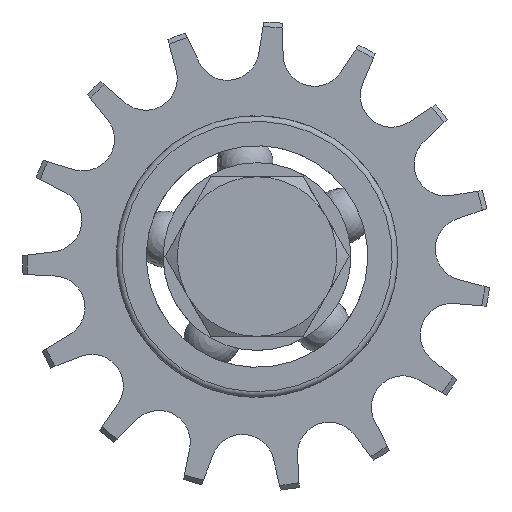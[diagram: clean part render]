
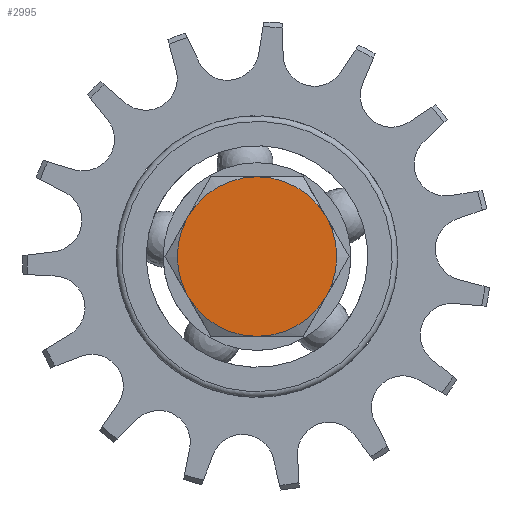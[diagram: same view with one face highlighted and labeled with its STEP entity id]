
A CAD part, left-side view. The second image highlights one B-rep face of the part: STEP entity #2995.
In plain terms, the highlighted planar face has unit normal (-1, 0, 0).
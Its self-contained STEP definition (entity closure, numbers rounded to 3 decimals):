
#561=PLANE('',#3317);
#712=FACE_OUTER_BOUND('',#907,.T.);
#907=EDGE_LOOP('',(#2693,#2694,#2695,#2696,#2697,#2698));
#1091=CIRCLE('',#3298,8.5);
#1092=CIRCLE('',#3300,8.5);
#1093=CIRCLE('',#3302,8.5);
#1094=CIRCLE('',#3304,8.5);
#1095=CIRCLE('',#3306,8.5);
#1096=CIRCLE('',#3308,8.5);
#1450=VERTEX_POINT('',#5578);
#1452=VERTEX_POINT('',#5583);
#1454=VERTEX_POINT('',#5590);
#1455=VERTEX_POINT('',#5599);
#1458=VERTEX_POINT('',#5610);
#1459=VERTEX_POINT('',#5619);
#1860=EDGE_CURVE('',#1452,#1450,#1091,.T.);
#1864=EDGE_CURVE('',#1454,#1452,#1092,.T.);
#1866=EDGE_CURVE('',#1450,#1455,#1093,.T.);
#1870=EDGE_CURVE('',#1458,#1454,#1094,.T.);
#1872=EDGE_CURVE('',#1455,#1459,#1095,.T.);
#1876=EDGE_CURVE('',#1459,#1458,#1096,.T.);
#2693=ORIENTED_EDGE('',*,*,#1860,.T.);
#2694=ORIENTED_EDGE('',*,*,#1866,.T.);
#2695=ORIENTED_EDGE('',*,*,#1872,.T.);
#2696=ORIENTED_EDGE('',*,*,#1876,.T.);
#2697=ORIENTED_EDGE('',*,*,#1870,.T.);
#2698=ORIENTED_EDGE('',*,*,#1864,.T.);
#2995=ADVANCED_FACE('',(#712),#561,.F.);
#3298=AXIS2_PLACEMENT_3D('',#5584,#4017,#4018);
#3300=AXIS2_PLACEMENT_3D('',#5597,#4021,#4022);
#3302=AXIS2_PLACEMENT_3D('',#5604,#4025,#4026);
#3304=AXIS2_PLACEMENT_3D('',#5617,#4029,#4030);
#3306=AXIS2_PLACEMENT_3D('',#5624,#4033,#4034);
#3308=AXIS2_PLACEMENT_3D('',#5636,#4037,#4038);
#3317=AXIS2_PLACEMENT_3D('',#5664,#4067,#4068);
#4017=DIRECTION('center_axis',(-1.,0.,0.));
#4018=DIRECTION('ref_axis',(0.,1.,0.));
#4021=DIRECTION('center_axis',(-1.,0.,0.));
#4022=DIRECTION('ref_axis',(0.,1.,0.));
#4025=DIRECTION('center_axis',(-1.,0.,0.));
#4026=DIRECTION('ref_axis',(0.,1.,0.));
#4029=DIRECTION('center_axis',(-1.,0.,0.));
#4030=DIRECTION('ref_axis',(0.,1.,0.));
#4033=DIRECTION('center_axis',(-1.,0.,0.));
#4034=DIRECTION('ref_axis',(0.,1.,0.));
#4037=DIRECTION('center_axis',(-1.,0.,0.));
#4038=DIRECTION('ref_axis',(0.,1.,0.));
#4067=DIRECTION('center_axis',(1.,0.,0.));
#4068=DIRECTION('ref_axis',(0.,0.,-1.));
#5578=CARTESIAN_POINT('',(-6.4,7.361,4.25));
#5583=CARTESIAN_POINT('',(-6.4,0.,8.5));
#5584=CARTESIAN_POINT('Origin',(-6.4,0.,0.));
#5590=CARTESIAN_POINT('',(-6.4,-7.361,4.25));
#5597=CARTESIAN_POINT('Origin',(-6.4,0.,0.));
#5599=CARTESIAN_POINT('',(-6.4,7.361,-4.25));
#5604=CARTESIAN_POINT('Origin',(-6.4,0.,0.));
#5610=CARTESIAN_POINT('',(-6.4,-7.361,-4.25));
#5617=CARTESIAN_POINT('Origin',(-6.4,0.,0.));
#5619=CARTESIAN_POINT('',(-6.4,0.,-8.5));
#5624=CARTESIAN_POINT('Origin',(-6.4,0.,0.));
#5636=CARTESIAN_POINT('Origin',(-6.4,0.,0.));
#5664=CARTESIAN_POINT('Origin',(-6.4,0.,
0.));
